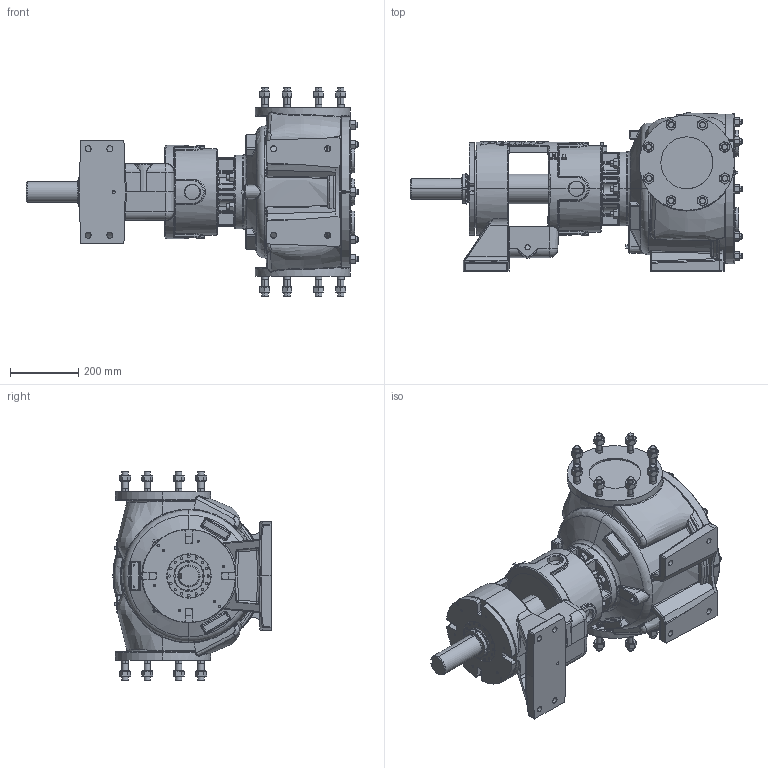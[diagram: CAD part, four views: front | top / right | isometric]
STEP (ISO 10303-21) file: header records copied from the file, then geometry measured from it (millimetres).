
FILE_DESCRIPTION (( 'STEP AP214' ), '1' );
FILE_NAME ('NV-732.STEP', '2021-05-19T18:29:21', ( '' ), ( '' ), 'SwSTEP 2.0', 'SolidWorks 2020', '' );
FILE_SCHEMA (( 'AUTOMOTIVE_DESIGN' ));
Length unit declared in the file: inch
Products named in the file (1): NV-732
Bounding box: 974.85 x 464.53 x 615.7 mm (x, y, z)
Volume: 71180831.5 mm3; surface area: 1949665.5 mm2
Topology: 1 solids, 1 shells, 2840 faces, 6773 edges, 4066 vertices
Faces by surface type: cone 780, plane 708, cylinder 602, bspline 551, torus 106, sphere 93
Entity records: 180081 total; most frequent: CARTESIAN_POINT 99797, ORIENTED_EDGE 13394, DIRECTION 10904, EDGE_CURVE 6697, AXIS2_PLACEMENT_3D 4639, VERTEX_POINT 4056, EDGE_LOOP 3069, FACE_OUTER_BOUND 2840
